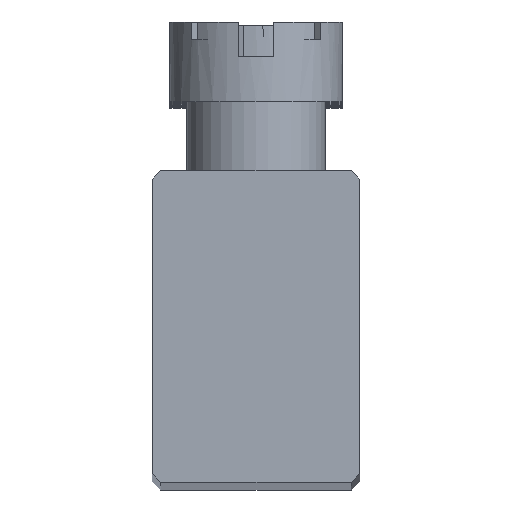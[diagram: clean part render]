
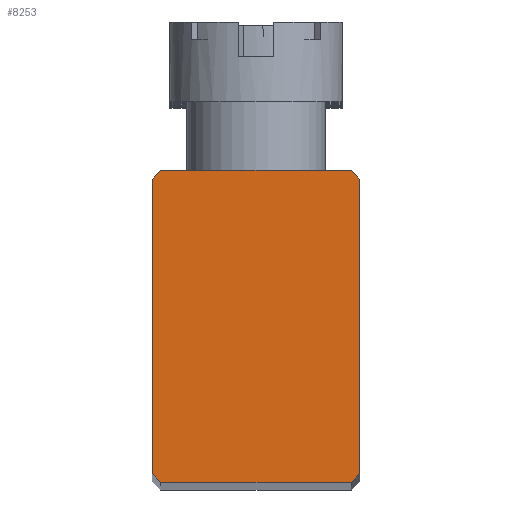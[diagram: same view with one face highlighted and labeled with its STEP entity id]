
A CAD part, top view. The second image highlights one B-rep face of the part: STEP entity #8253.
In plain terms, the highlighted planar face has unit normal (0, 0, 1).
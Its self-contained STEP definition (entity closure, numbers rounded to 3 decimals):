
#28 = CARTESIAN_POINT ( 'NONE',  ( -3., 4.5, 63. ) ) ;
#71 = ORIENTED_EDGE ( 'NONE', *, *, #3316, .T. ) ;
#173 = EDGE_CURVE ( 'NONE', #699, #7509, #2311, .T. ) ;
#191 = EDGE_CURVE ( 'NONE', #8948, #4212, #229, .T. ) ;
#229 = LINE ( 'NONE', #6850, #5694 ) ;
#239 = CARTESIAN_POINT ( 'NONE',  ( -3., -4.25, 63. ) ) ;
#312 = VECTOR ( 'NONE', #7575, 1000. ) ;
#596 = VERTEX_POINT ( 'NONE', #7260 ) ;
#699 = VERTEX_POINT ( 'NONE', #6745 ) ;
#758 = DIRECTION ( 'NONE',  ( -1., 0., 0. ) ) ;
#821 = CARTESIAN_POINT ( 'NONE',  ( 2.75, 4.5, 63. ) ) ;
#822 = ORIENTED_EDGE ( 'NONE', *, *, #2204, .T. ) ;
#1169 = VERTEX_POINT ( 'NONE', #5594 ) ;
#1382 = CARTESIAN_POINT ( 'NONE',  ( 3., 4.5, 63. ) ) ;
#1414 = DIRECTION ( 'NONE',  ( 0., 1., 0. ) ) ;
#1598 = CARTESIAN_POINT ( 'NONE',  ( -3., -4.5, 63. ) ) ;
#1816 = FACE_OUTER_BOUND ( 'NONE', #5569, .T. ) ;
#2044 = CARTESIAN_POINT ( 'NONE',  ( 4.375, 2.875, 63. ) ) ;
#2091 = VECTOR ( 'NONE', #7606, 1000. ) ;
#2134 = CARTESIAN_POINT ( 'NONE',  ( -2.875, -4.375, 63. ) ) ;
#2204 = EDGE_CURVE ( 'NONE', #1169, #596, #7681, .T. ) ;
#2311 = LINE ( 'NONE', #2044, #2091 ) ;
#2789 = VERTEX_POINT ( 'NONE', #239 ) ;
#2862 = VECTOR ( 'NONE', #758, 1000. ) ;
#2968 = LINE ( 'NONE', #5097, #6721 ) ;
#3316 = EDGE_CURVE ( 'NONE', #596, #699, #3766, .T. ) ;
#3736 = DIRECTION ( 'NONE',  ( 1., 0., 0. ) ) ;
#3766 = LINE ( 'NONE', #1382, #5478 ) ;
#3933 = EDGE_CURVE ( 'NONE', #7509, #8948, #8368, .T. ) ;
#4086 = LINE ( 'NONE', #6255, #312 ) ;
#4135 = EDGE_CURVE ( 'NONE', #2789, #6573, #8779, .T. ) ;
#4212 = VERTEX_POINT ( 'NONE', #5320 ) ;
#4321 = EDGE_CURVE ( 'NONE', #6573, #1169, #4086, .T. ) ;
#4360 = ORIENTED_EDGE ( 'NONE', *, *, #191, .T. ) ;
#4599 = EDGE_CURVE ( 'NONE', #4212, #2789, #2968, .T. ) ;
#5041 = DIRECTION ( 'NONE',  ( 0.707, -0.707, 0. ) ) ;
#5097 = CARTESIAN_POINT ( 'NONE',  ( -3., 4.5, 63. ) ) ;
#5320 = CARTESIAN_POINT ( 'NONE',  ( -3., 4.25, 63. ) ) ;
#5397 = CARTESIAN_POINT ( 'NONE',  ( -0.125, -7.375, 63. ) ) ;
#5478 = VECTOR ( 'NONE', #1414, 1000. ) ;
#5569 = EDGE_LOOP ( 'NONE', ( #5892, #6542, #5874, #822, #71, #6283, #7871, #4360 ) ) ;
#5594 = CARTESIAN_POINT ( 'NONE',  ( 2.75, -4.5, 63. ) ) ;
#5694 = VECTOR ( 'NONE', #6995, 1000. ) ;
#5754 = CARTESIAN_POINT ( 'NONE',  ( -2.75, -4.5, 63. ) ) ;
#5874 = ORIENTED_EDGE ( 'NONE', *, *, #4321, .T. ) ;
#5892 = ORIENTED_EDGE ( 'NONE', *, *, #4599, .T. ) ;
#5926 = VECTOR ( 'NONE', #6087, 1000. ) ;
#5929 = AXIS2_PLACEMENT_3D ( 'NONE', #1598, #7851, #3736 ) ;
#6087 = DIRECTION ( 'NONE',  ( 0.707, 0.707, 0. ) ) ;
#6255 = CARTESIAN_POINT ( 'NONE',  ( -3., -4.5, 63. ) ) ;
#6283 = ORIENTED_EDGE ( 'NONE', *, *, #173, .T. ) ;
#6542 = ORIENTED_EDGE ( 'NONE', *, *, #4135, .T. ) ;
#6573 = VERTEX_POINT ( 'NONE', #5754 ) ;
#6721 = VECTOR ( 'NONE', #8434, 1000. ) ;
#6745 = CARTESIAN_POINT ( 'NONE',  ( 3., 4.25, 63. ) ) ;
#6850 = CARTESIAN_POINT ( 'NONE',  ( -7.375, -0.125, 63. ) ) ;
#6995 = DIRECTION ( 'NONE',  ( -0.707, -0.707, 0. ) ) ;
#7038 = VECTOR ( 'NONE', #5041, 1000. ) ;
#7260 = CARTESIAN_POINT ( 'NONE',  ( 3., -4.25, 63. ) ) ;
#7509 = VERTEX_POINT ( 'NONE', #821 ) ;
#7575 = DIRECTION ( 'NONE',  ( 1., 0., 0. ) ) ;
#7606 = DIRECTION ( 'NONE',  ( -0.707, 0.707, 0. ) ) ;
#7681 = LINE ( 'NONE', #5397, #5926 ) ;
#7832 = PLANE ( 'NONE',  #5929 ) ;
#7851 = DIRECTION ( 'NONE',  ( 0., 0., 1. ) ) ;
#7871 = ORIENTED_EDGE ( 'NONE', *, *, #3933, .T. ) ;
#8253 = ADVANCED_FACE ( 'NONE', ( #1816 ), #7832, .T. ) ;
#8368 = LINE ( 'NONE', #28, #2862 ) ;
#8434 = DIRECTION ( 'NONE',  ( 0., -1., 0. ) ) ;
#8779 = LINE ( 'NONE', #2134, #7038 ) ;
#8823 = CARTESIAN_POINT ( 'NONE',  ( -2.75, 4.5, 63. ) ) ;
#8948 = VERTEX_POINT ( 'NONE', #8823 ) ;
